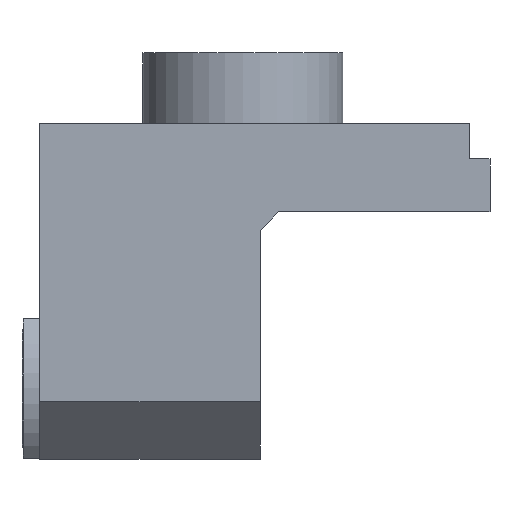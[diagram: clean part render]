
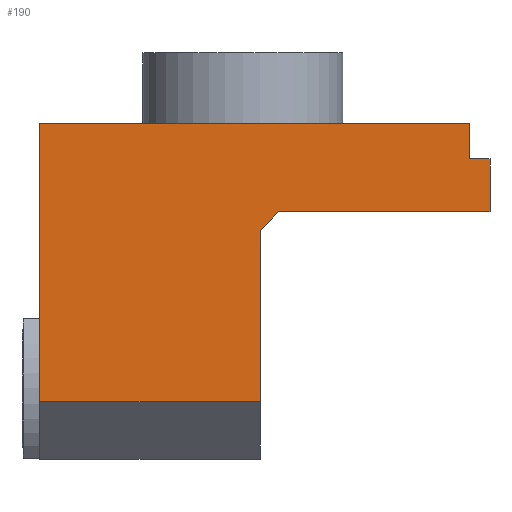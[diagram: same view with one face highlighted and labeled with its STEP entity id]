
A CAD part, front view. The second image highlights one B-rep face of the part: STEP entity #190.
In plain terms, the highlighted planar face has unit normal (0, -1, 0).
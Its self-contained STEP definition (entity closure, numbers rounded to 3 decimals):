
#43=LINE('',#889,#90);
#50=LINE('',#906,#97);
#54=LINE('',#914,#101);
#57=LINE('',#922,#104);
#60=LINE('',#928,#107);
#63=LINE('',#934,#110);
#66=LINE('',#940,#113);
#69=LINE('',#946,#116);
#71=LINE('',#950,#118);
#90=VECTOR('',#664,1.);
#97=VECTOR('',#679,1.);
#101=VECTOR('',#685,1.);
#104=VECTOR('',#692,1.);
#107=VECTOR('',#697,1.);
#110=VECTOR('',#702,1.);
#113=VECTOR('',#707,1.);
#116=VECTOR('',#712,1.);
#118=VECTOR('',#716,1.);
#145=PLANE('',#605);
#164=FACE_OUTER_BOUND('',#253,.T.);
#190=ADVANCED_FACE('',(#164),#145,.F.);
#253=EDGE_LOOP('',(#344,#345,#346,#347,#348,#349,#350,#351,#352));
#344=ORIENTED_EDGE('',*,*,#487,.F.);
#345=ORIENTED_EDGE('',*,*,#478,.T.);
#346=ORIENTED_EDGE('',*,*,#509,.F.);
#347=ORIENTED_EDGE('',*,*,#507,.F.);
#348=ORIENTED_EDGE('',*,*,#504,.F.);
#349=ORIENTED_EDGE('',*,*,#501,.F.);
#350=ORIENTED_EDGE('',*,*,#498,.F.);
#351=ORIENTED_EDGE('',*,*,#495,.F.);
#352=ORIENTED_EDGE('',*,*,#491,.F.);
#427=VERTEX_POINT('',#887);
#429=VERTEX_POINT('',#890);
#435=VERTEX_POINT('',#907);
#438=VERTEX_POINT('',#915);
#441=VERTEX_POINT('',#923);
#443=VERTEX_POINT('',#929);
#445=VERTEX_POINT('',#935);
#447=VERTEX_POINT('',#941);
#449=VERTEX_POINT('',#947);
#478=EDGE_CURVE('',#429,#427,#43,.T.);
#487=EDGE_CURVE('',#429,#435,#50,.T.);
#491=EDGE_CURVE('',#435,#438,#54,.T.);
#495=EDGE_CURVE('',#438,#441,#57,.T.);
#498=EDGE_CURVE('',#441,#443,#60,.T.);
#501=EDGE_CURVE('',#443,#445,#63,.T.);
#504=EDGE_CURVE('',#445,#447,#66,.T.);
#507=EDGE_CURVE('',#447,#449,#69,.T.);
#509=EDGE_CURVE('',#449,#427,#71,.T.);
#605=AXIS2_PLACEMENT_3D('',#954,#722,#723);
#664=DIRECTION('',(1.,0.,0.));
#679=DIRECTION('',(0.,0.,1.));
#685=DIRECTION('',(1.,0.,0.));
#692=DIRECTION('',(0.,0.,-1.));
#697=DIRECTION('',(1.,0.,0.));
#702=DIRECTION('',(0.,0.,-1.));
#707=DIRECTION('',(-1.,0.,0.));
#712=DIRECTION('',(-0.707,0.,-0.707));
#716=DIRECTION('',(0.,0.,-1.));
#722=DIRECTION('',(0.,1.,0.));
#723=DIRECTION('',(0.,0.,1.));
#887=CARTESIAN_POINT('',(6.,-42.5,-94.5));
#889=CARTESIAN_POINT('',(6.,-42.5,-94.5));
#890=CARTESIAN_POINT('',(-69.,-42.5,-94.5));
#906=CARTESIAN_POINT('',(-69.,-42.5,-114.));
#907=CARTESIAN_POINT('',(-69.,-42.5,0.));
#914=CARTESIAN_POINT('',(-69.,-42.5,0.));
#915=CARTESIAN_POINT('',(77.,-42.5,0.));
#922=CARTESIAN_POINT('',(77.,-42.5,0.));
#923=CARTESIAN_POINT('',(77.,-42.5,-12.));
#928=CARTESIAN_POINT('',(77.,-42.5,-12.));
#929=CARTESIAN_POINT('',(84.,-42.5,-12.));
#934=CARTESIAN_POINT('',(84.,-42.5,-12.));
#935=CARTESIAN_POINT('',(84.,-42.5,-30.));
#940=CARTESIAN_POINT('',(84.,-42.5,-30.));
#941=CARTESIAN_POINT('',(12.3,-42.5,-30.));
#946=CARTESIAN_POINT('',(12.3,-42.5,-30.));
#947=CARTESIAN_POINT('',(6.,-42.5,-36.3));
#950=CARTESIAN_POINT('',(6.,-42.5,-36.3));
#954=CARTESIAN_POINT('',(0.,-42.5,0.));
